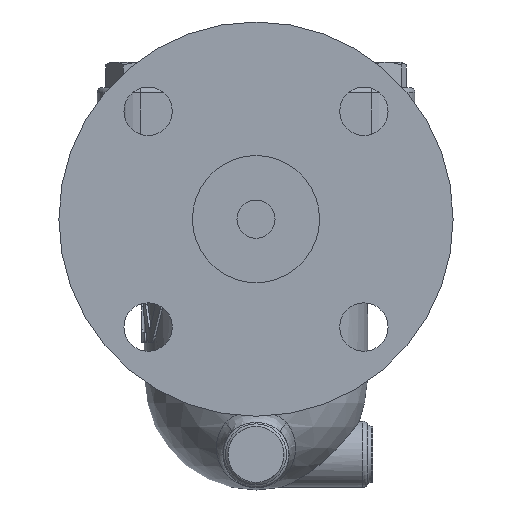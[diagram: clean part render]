
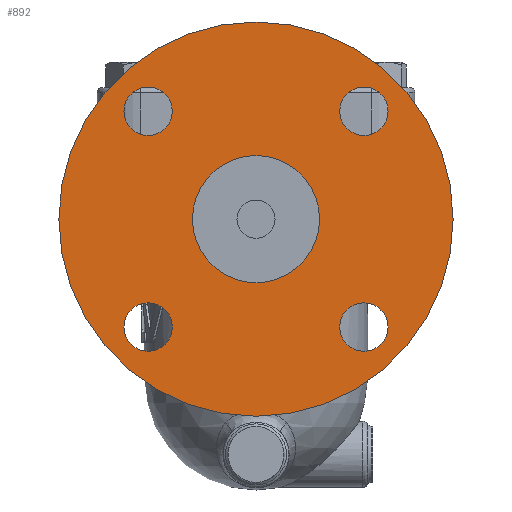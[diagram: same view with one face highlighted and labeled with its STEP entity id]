
A CAD part, left-side view. The second image highlights one B-rep face of the part: STEP entity #892.
In plain terms, the highlighted free-form (B-spline) face has degree [1, 1] with [2, 2] control points.
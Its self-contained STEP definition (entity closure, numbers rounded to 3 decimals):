
#664=CARTESIAN_POINT('',(-143.,0.0,48.));
#665=VERTEX_POINT('',#664);
#666=CARTESIAN_POINT('',(-143.,0.0,-29.5));
#667=DIRECTION('',(-1.0,0.0,0.0));
#668=DIRECTION('',(0.0,0.0,1.0));
#669=AXIS2_PLACEMENT_3D('',#666,#667,#668);
#670=CIRCLE('',#669,77.5);
#671=EDGE_CURVE('',#665,#665,#670,.T.);
#687=CARTESIAN_POINT('',(-143.,-32.926,-71.926));
#688=VERTEX_POINT('',#687);
#689=CARTESIAN_POINT('',(-143.,-42.426,-71.926));
#690=DIRECTION('',(1.0,0.0,0.0));
#691=DIRECTION('',(0.0,1.0,0.0));
#692=AXIS2_PLACEMENT_3D('',#689,#690,#691);
#693=CIRCLE('',#692,9.5);
#694=EDGE_CURVE('',#688,#688,#693,.T.);
#707=CARTESIAN_POINT('',(-143.,42.426,-62.426));
#708=VERTEX_POINT('',#707);
#709=CARTESIAN_POINT('',(-143.,42.426,-71.926));
#710=DIRECTION('',(1.0,0.0,0.0));
#711=DIRECTION('',(0.0,0.0,1.0));
#712=AXIS2_PLACEMENT_3D('',#709,#710,#711);
#713=CIRCLE('',#712,9.5);
#714=EDGE_CURVE('',#708,#708,#713,.T.);
#727=CARTESIAN_POINT('',(-143.,32.926,12.926));
#728=VERTEX_POINT('',#727);
#729=CARTESIAN_POINT('',(-143.,42.426,12.926));
#730=DIRECTION('',(1.0,0.0,0.0));
#731=DIRECTION('',(0.0,-1.0,0.0));
#732=AXIS2_PLACEMENT_3D('',#729,#730,#731);
#733=CIRCLE('',#732,9.5);
#734=EDGE_CURVE('',#728,#728,#733,.T.);
#747=CARTESIAN_POINT('',(-143.,-42.426,3.426));
#748=VERTEX_POINT('',#747);
#749=CARTESIAN_POINT('',(-143.,-42.426,12.926));
#750=DIRECTION('',(1.0,0.0,0.0));
#751=DIRECTION('',(0.0,0.0,-1.0));
#752=AXIS2_PLACEMENT_3D('',#749,#750,#751);
#753=CIRCLE('',#752,9.5);
#754=EDGE_CURVE('',#748,#748,#753,.T.);
#854=CARTESIAN_POINT('',(-143.0,0.0,-4.5));
#855=VERTEX_POINT('',#854);
#856=CARTESIAN_POINT('',(-143.0,0.0,-29.5));
#857=DIRECTION('',(-1.0,0.0,0.0));
#858=DIRECTION('',(0.0,0.0,1.0));
#859=AXIS2_PLACEMENT_3D('',#856,#857,#858);
#860=CIRCLE('',#859,25.);
#861=EDGE_CURVE('',#855,#855,#860,.T.);
#869=CARTESIAN_POINT('',(-143.,77.5,48.));
#870=CARTESIAN_POINT('',(-143.,77.5,-107.));
#871=CARTESIAN_POINT('',(-143.,-77.5,48.));
#872=CARTESIAN_POINT('',(-143.,-77.5,-107.));
#873=B_SPLINE_SURFACE_WITH_KNOTS('',1,1,((#869,#871),(#870,#872)),.UNSPECIFIED.,.F.,.F.,.U.,(2,2),(2,2),(0.0,155.),(0.0,155.),.UNSPECIFIED.);
#874=ORIENTED_EDGE('',*,*,#671,.T.);
#875=EDGE_LOOP('',(#874));
#876=FACE_OUTER_BOUND('',#875,.T.);
#877=ORIENTED_EDGE('',*,*,#694,.T.);
#878=EDGE_LOOP('',(#877));
#879=FACE_BOUND('',#878,.T.);
#880=ORIENTED_EDGE('',*,*,#714,.T.);
#881=EDGE_LOOP('',(#880));
#882=FACE_BOUND('',#881,.T.);
#883=ORIENTED_EDGE('',*,*,#734,.T.);
#884=EDGE_LOOP('',(#883));
#885=FACE_BOUND('',#884,.T.);
#886=ORIENTED_EDGE('',*,*,#754,.T.);
#887=EDGE_LOOP('',(#886));
#888=FACE_BOUND('',#887,.T.);
#889=ORIENTED_EDGE('',*,*,#861,.F.);
#890=EDGE_LOOP('',(#889));
#891=FACE_BOUND('',#890,.T.);
#892=ADVANCED_FACE('',(#876,#879,#882,#885,#888,#891),#873,.T.);
